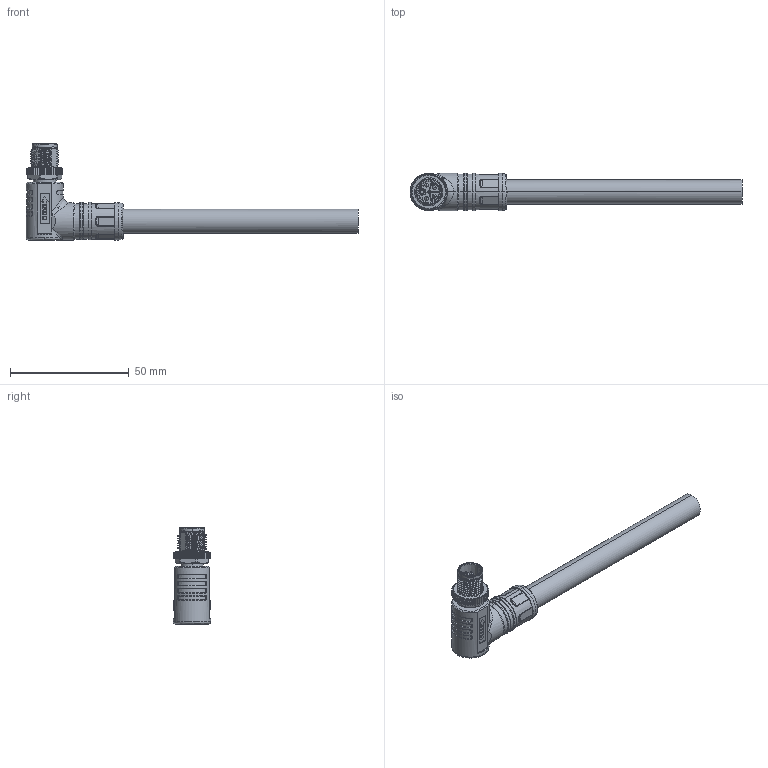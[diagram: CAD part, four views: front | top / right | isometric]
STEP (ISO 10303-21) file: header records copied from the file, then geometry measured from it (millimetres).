
FILE_DESCRIPTION (( 'STEP AP214' ), '1' );
FILE_NAME ('TRGL509-P4B-1M_3D.step', '2024-11-11T16:31:03', ( '' ), ( '' ), 'SwSTEP 2.0', 'SolidWorks 2022', '' );
FILE_SCHEMA (( 'AUTOMOTIVE_DESIGN' ));
Length unit declared in the file: inch
Products named in the file (1): TRGL509-P4B-1M_3D
Bounding box: 139.9 x 15.8 x 40.5 mm (x, y, z)
Volume: 18917.2 mm3; surface area: 7606 mm2
Topology: 1 solids, 3 shells, 887 faces, 2395 edges, 1499 vertices
Faces by surface type: plane 361, bspline 267, cylinder 232, cone 27
Entity records: 43771 total; most frequent: CARTESIAN_POINT 23651, ORIENTED_EDGE 4694, DIRECTION 3507, EDGE_CURVE 2347, VERTEX_POINT 1499, LINE 1187, VECTOR 1187, AXIS2_PLACEMENT_3D 1160
